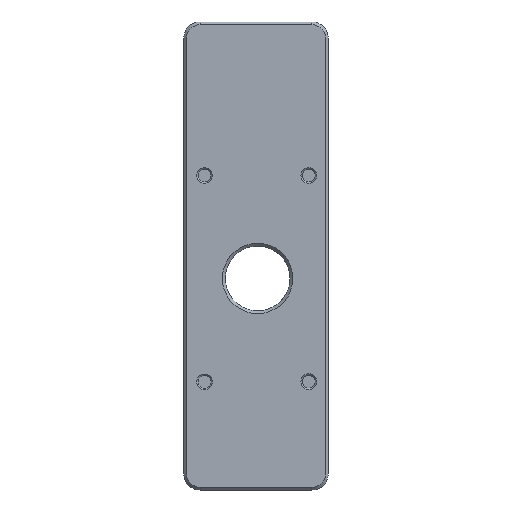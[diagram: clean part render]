
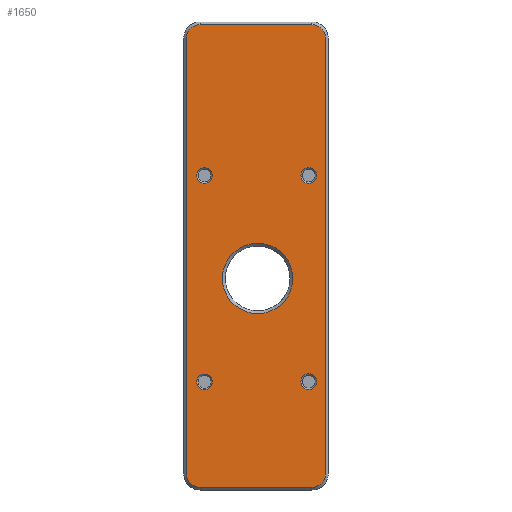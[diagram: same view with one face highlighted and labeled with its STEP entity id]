
A CAD part, top view. The second image highlights one B-rep face of the part: STEP entity #1650.
In plain terms, the highlighted planar face has unit normal (0, 0, 1).
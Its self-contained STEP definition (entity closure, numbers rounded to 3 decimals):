
#35=FACE_BOUND('',#574,.T.);
#36=FACE_BOUND('',#575,.T.);
#37=FACE_BOUND('',#576,.T.);
#38=FACE_BOUND('',#577,.T.);
#39=FACE_BOUND('',#578,.T.);
#55=PLANE('',#1824);
#180=LINE('',#2875,#321);
#181=LINE('',#2879,#322);
#182=LINE('',#2883,#323);
#183=LINE('',#2887,#324);
#321=VECTOR('',#2244,10.);
#322=VECTOR('',#2247,10.);
#323=VECTOR('',#2250,10.);
#324=VECTOR('',#2253,10.);
#463=FACE_OUTER_BOUND('',#573,.T.);
#573=EDGE_LOOP('',(#1396,#1397,#1398,#1399,#1400,#1401,#1402,#1403));
#574=EDGE_LOOP('',(#1404));
#575=EDGE_LOOP('',(#1405));
#576=EDGE_LOOP('',(#1406));
#577=EDGE_LOOP('',(#1407));
#578=EDGE_LOOP('',(#1408));
#697=CIRCLE('',#1821,1.45);
#700=CIRCLE('',#1825,2.5);
#701=CIRCLE('',#1826,2.5);
#702=CIRCLE('',#1827,2.5);
#703=CIRCLE('',#1828,2.5);
#704=CIRCLE('',#1829,1.45);
#705=CIRCLE('',#1830,1.45);
#706=CIRCLE('',#1831,6.5);
#707=CIRCLE('',#1832,1.45);
#833=VERTEX_POINT('',#2865);
#836=VERTEX_POINT('',#2873);
#837=VERTEX_POINT('',#2874);
#838=VERTEX_POINT('',#2876);
#839=VERTEX_POINT('',#2878);
#840=VERTEX_POINT('',#2880);
#841=VERTEX_POINT('',#2882);
#842=VERTEX_POINT('',#2884);
#843=VERTEX_POINT('',#2886);
#844=VERTEX_POINT('',#2889);
#845=VERTEX_POINT('',#2891);
#846=VERTEX_POINT('',#2893);
#847=VERTEX_POINT('',#2895);
#1037=EDGE_CURVE('',#833,#833,#697,.T.);
#1041=EDGE_CURVE('',#836,#837,#180,.T.);
#1042=EDGE_CURVE('',#838,#836,#700,.T.);
#1043=EDGE_CURVE('',#839,#838,#181,.T.);
#1044=EDGE_CURVE('',#840,#839,#701,.T.);
#1045=EDGE_CURVE('',#841,#840,#182,.T.);
#1046=EDGE_CURVE('',#842,#841,#702,.T.);
#1047=EDGE_CURVE('',#843,#842,#183,.T.);
#1048=EDGE_CURVE('',#837,#843,#703,.T.);
#1049=EDGE_CURVE('',#844,#844,#704,.T.);
#1050=EDGE_CURVE('',#845,#845,#705,.T.);
#1051=EDGE_CURVE('',#846,#846,#706,.T.);
#1052=EDGE_CURVE('',#847,#847,#707,.T.);
#1396=ORIENTED_EDGE('',*,*,#1041,.F.);
#1397=ORIENTED_EDGE('',*,*,#1042,.F.);
#1398=ORIENTED_EDGE('',*,*,#1043,.F.);
#1399=ORIENTED_EDGE('',*,*,#1044,.F.);
#1400=ORIENTED_EDGE('',*,*,#1045,.F.);
#1401=ORIENTED_EDGE('',*,*,#1046,.F.);
#1402=ORIENTED_EDGE('',*,*,#1047,.F.);
#1403=ORIENTED_EDGE('',*,*,#1048,.F.);
#1404=ORIENTED_EDGE('',*,*,#1049,.F.);
#1405=ORIENTED_EDGE('',*,*,#1050,.F.);
#1406=ORIENTED_EDGE('',*,*,#1051,.F.);
#1407=ORIENTED_EDGE('',*,*,#1052,.F.);
#1408=ORIENTED_EDGE('',*,*,#1037,.F.);
#1650=ADVANCED_FACE('',(#463,#35,#36,#37,#38,#39),#55,.F.);
#1821=AXIS2_PLACEMENT_3D('',#2866,#2235,#2236);
#1824=AXIS2_PLACEMENT_3D('',#2872,#2242,#2243);
#1825=AXIS2_PLACEMENT_3D('',#2877,#2245,#2246);
#1826=AXIS2_PLACEMENT_3D('',#2881,#2248,#2249);
#1827=AXIS2_PLACEMENT_3D('',#2885,#2251,#2252);
#1828=AXIS2_PLACEMENT_3D('',#2888,#2254,#2255);
#1829=AXIS2_PLACEMENT_3D('',#2890,#2256,#2257);
#1830=AXIS2_PLACEMENT_3D('',#2892,#2258,#2259);
#1831=AXIS2_PLACEMENT_3D('',#2894,#2260,#2261);
#1832=AXIS2_PLACEMENT_3D('',#2896,#2262,#2263);
#2235=DIRECTION('center_axis',(0.,0.,1.));
#2236=DIRECTION('ref_axis',(-1.,0.,0.));
#2242=DIRECTION('center_axis',(0.,0.,-1.));
#2243=DIRECTION('ref_axis',(1.,0.,0.));
#2244=DIRECTION('',(1.,0.,0.));
#2245=DIRECTION('center_axis',(0.,0.,-1.));
#2246=DIRECTION('ref_axis',(-0.707,0.707,0.));
#2247=DIRECTION('',(0.,1.,0.));
#2248=DIRECTION('center_axis',(0.,0.,-1.));
#2249=DIRECTION('ref_axis',(-0.707,-0.707,0.));
#2250=DIRECTION('',(-1.,0.,0.));
#2251=DIRECTION('center_axis',(0.,0.,-1.));
#2252=DIRECTION('ref_axis',(0.707,-0.707,0.));
#2253=DIRECTION('',(0.,-1.,0.));
#2254=DIRECTION('center_axis',(0.,0.,-1.));
#2255=DIRECTION('ref_axis',(0.707,0.707,0.));
#2256=DIRECTION('center_axis',(0.,0.,1.));
#2257=DIRECTION('ref_axis',(-1.,0.,0.));
#2258=DIRECTION('center_axis',(0.,0.,1.));
#2259=DIRECTION('ref_axis',(-1.,0.,0.));
#2260=DIRECTION('center_axis',(0.,0.,1.));
#2261=DIRECTION('ref_axis',(-1.,0.,0.));
#2262=DIRECTION('center_axis',(0.,0.,1.));
#2263=DIRECTION('ref_axis',(-1.,0.,0.));
#2865=CARTESIAN_POINT('',(106.2,-64.475,-8.));
#2866=CARTESIAN_POINT('Origin',(104.75,-64.475,-8.));
#2872=CARTESIAN_POINT('Origin',(95.,-41.25,-8.));
#2873=CARTESIAN_POINT('',(84.65,1.5,-8.));
#2874=CARTESIAN_POINT('',(105.35,1.5,-8.));
#2875=CARTESIAN_POINT('',(88.325,1.5,-8.));
#2876=CARTESIAN_POINT('',(82.15,-1.,-8.));
#2877=CARTESIAN_POINT('Origin',(84.65,-1.,-8.));
#2878=CARTESIAN_POINT('',(82.15,-81.5,-8.));
#2879=CARTESIAN_POINT('',(82.15,-62.875,-8.));
#2880=CARTESIAN_POINT('',(84.65,-84.,-8.));
#2881=CARTESIAN_POINT('Origin',(84.65,-81.5,-8.));
#2882=CARTESIAN_POINT('',(105.35,-84.,-8.));
#2883=CARTESIAN_POINT('',(101.675,-84.,-8.));
#2884=CARTESIAN_POINT('',(107.85,-81.5,-8.));
#2885=CARTESIAN_POINT('Origin',(105.35,-81.5,-8.));
#2886=CARTESIAN_POINT('',(107.85,-1.,-8.));
#2887=CARTESIAN_POINT('',(107.85,-19.625,-8.));
#2888=CARTESIAN_POINT('Origin',(105.35,-1.,-8.));
#2889=CARTESIAN_POINT('',(86.95,-64.525,-8.));
#2890=CARTESIAN_POINT('Origin',(85.5,-64.525,-8.));
#2891=CARTESIAN_POINT('',(106.2,-26.375,-8.));
#2892=CARTESIAN_POINT('Origin',(104.75,-26.375,-8.));
#2893=CARTESIAN_POINT('',(101.8,-45.4,-8.));
#2894=CARTESIAN_POINT('Origin',(95.3,-45.4,-8.));
#2895=CARTESIAN_POINT('',(86.95,-26.375,-8.));
#2896=CARTESIAN_POINT('Origin',(85.5,-26.375,-8.));
